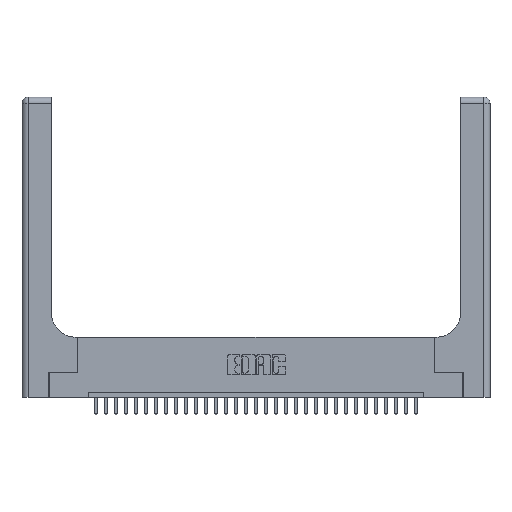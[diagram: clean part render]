
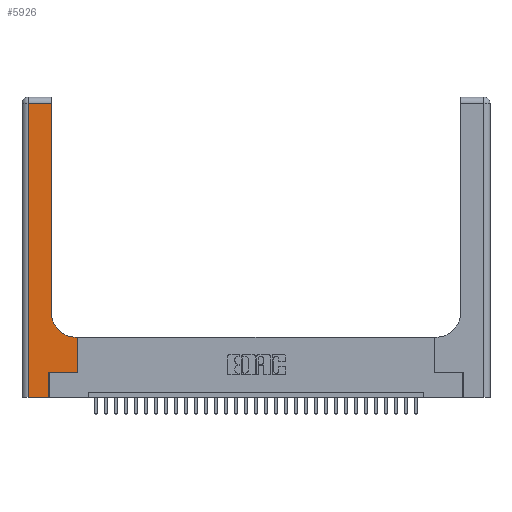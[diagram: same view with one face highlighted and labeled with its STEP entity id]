
A CAD part, top view. The second image highlights one B-rep face of the part: STEP entity #5926.
In plain terms, the highlighted planar face has unit normal (0, 0, 1).
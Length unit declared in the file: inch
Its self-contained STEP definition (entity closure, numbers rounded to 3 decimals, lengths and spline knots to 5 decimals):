
#330 = ORIENTED_EDGE ( 'NONE', *, *, #10241, .T. ) ;
#668 = VERTEX_POINT ( 'NONE', #5886 ) ;
#1071 = CARTESIAN_POINT ( 'NONE',  ( 0.5415, 0.6, 0.37 ) ) ;
#1632 = VECTOR ( 'NONE', #19368, 39.37008 ) ;
#1776 = PLANE ( 'NONE',  #18818 ) ;
#1961 = CARTESIAN_POINT ( 'NONE',  ( 0.5585, 0.25, 0.37 ) ) ;
#2188 = LINE ( 'NONE', #21771, #3355 ) ;
#2204 = CARTESIAN_POINT ( 'NONE',  ( 0.2915, 0.85, 0.37 ) ) ;
#2243 = VERTEX_POINT ( 'NONE', #3309 ) ;
#2518 = CARTESIAN_POINT ( 'NONE',  ( 0.5415, 0.85, 0.37 ) ) ;
#2748 = LINE ( 'NONE', #8628, #7316 ) ;
#3309 = CARTESIAN_POINT ( 'NONE',  ( 0.269, 0., 0.37 ) ) ;
#3355 = VECTOR ( 'NONE', #21870, 39.37008 ) ;
#4116 = CARTESIAN_POINT ( 'NONE',  ( 0.5585, 0.6, 0.37 ) ) ;
#5187 = DIRECTION ( 'NONE',  ( 1., 0., 0. ) ) ;
#5362 = VERTEX_POINT ( 'NONE', #11400 ) ;
#5517 = ORIENTED_EDGE ( 'NONE', *, *, #12157, .T. ) ;
#5886 = CARTESIAN_POINT ( 'NONE',  ( 0.06, 2.94, 0.37 ) ) ;
#5926 = ADVANCED_FACE ( 'NONE', ( #13164 ), #1776, .F. ) ;
#6835 = CARTESIAN_POINT ( 'NONE',  ( 0., 2.94, 0.37 ) ) ;
#7149 = LINE ( 'NONE', #23645, #15135 ) ;
#7316 = VECTOR ( 'NONE', #18254, 39.37008 ) ;
#7587 = LINE ( 'NONE', #18285, #12534 ) ;
#8308 = ORIENTED_EDGE ( 'NONE', *, *, #13258, .T. ) ;
#8359 = CARTESIAN_POINT ( 'NONE',  ( 0.269, 0.25, 0.37 ) ) ;
#8446 = ORIENTED_EDGE ( 'NONE', *, *, #20229, .T. ) ;
#8628 = CARTESIAN_POINT ( 'NONE',  ( 0.5585, 0.25, 0.37 ) ) ;
#10241 = EDGE_CURVE ( 'NONE', #20597, #25470, #18327, .T. ) ;
#10326 = EDGE_CURVE ( 'NONE', #28426, #15786, #2748, .T. ) ;
#11400 = CARTESIAN_POINT ( 'NONE',  ( 0.06, 0., 0.37 ) ) ;
#12094 = EDGE_CURVE ( 'NONE', #15786, #20597, #21307, .T. ) ;
#12157 = EDGE_CURVE ( 'NONE', #5362, #2243, #7587, .T. ) ;
#12185 = DIRECTION ( 'NONE',  ( 0., 0., -1. ) ) ;
#12534 = VECTOR ( 'NONE', #16158, 39.37008 ) ;
#12686 = VERTEX_POINT ( 'NONE', #8359 ) ;
#13111 = LINE ( 'NONE', #24309, #24102 ) ;
#13164 = FACE_OUTER_BOUND ( 'NONE', #15340, .T. ) ;
#13258 = EDGE_CURVE ( 'NONE', #25470, #17084, #7149, .T. ) ;
#13797 = LINE ( 'NONE', #14375, #1632 ) ;
#13917 = CARTESIAN_POINT ( 'NONE',  ( 0.2915, 2.94, 0.37 ) ) ;
#14096 = VECTOR ( 'NONE', #17980, 39.37008 ) ;
#14375 = CARTESIAN_POINT ( 'NONE',  ( 0.269, 0., 0.37 ) ) ;
#14663 = ORIENTED_EDGE ( 'NONE', *, *, #10326, .T. ) ;
#14857 = VECTOR ( 'NONE', #19141, 39.37008 ) ;
#15093 = ORIENTED_EDGE ( 'NONE', *, *, #24217, .T. ) ;
#15135 = VECTOR ( 'NONE', #21538, 39.37008 ) ;
#15340 = EDGE_LOOP ( 'NONE', ( #8308, #8446, #27362, #5517, #21023, #15093, #14663, #28084, #330 ) ) ;
#15786 = VERTEX_POINT ( 'NONE', #4116 ) ;
#16158 = DIRECTION ( 'NONE',  ( 1., 0., 0. ) ) ;
#16437 = DIRECTION ( 'NONE',  ( 0., 0., -1. ) ) ;
#17084 = VERTEX_POINT ( 'NONE', #13917 ) ;
#17980 = DIRECTION ( 'NONE',  ( -1., 0., 0. ) ) ;
#18254 = DIRECTION ( 'NONE',  ( 0., 1., 0. ) ) ;
#18285 = CARTESIAN_POINT ( 'NONE',  ( 0., 0., 0.37 ) ) ;
#18327 = CIRCLE ( 'NONE', #25165, 0.25 ) ;
#18818 = AXIS2_PLACEMENT_3D ( 'NONE', #21206, #16437, #18987 ) ;
#18987 = DIRECTION ( 'NONE',  ( -1., 0., 0. ) ) ;
#19141 = DIRECTION ( 'NONE',  ( -1., 0., 0. ) ) ;
#19368 = DIRECTION ( 'NONE',  ( 0., 1., 0. ) ) ;
#20229 = EDGE_CURVE ( 'NONE', #17084, #668, #23571, .T. ) ;
#20509 = CARTESIAN_POINT ( 'NONE',  ( 0.2915, 0.6, 0.37 ) ) ;
#20597 = VERTEX_POINT ( 'NONE', #1071 ) ;
#21023 = ORIENTED_EDGE ( 'NONE', *, *, #30161, .T. ) ;
#21206 = CARTESIAN_POINT ( 'NONE',  ( 0., 3., 0.37 ) ) ;
#21307 = LINE ( 'NONE', #20509, #14096 ) ;
#21538 = DIRECTION ( 'NONE',  ( 0., 1., 0. ) ) ;
#21771 = CARTESIAN_POINT ( 'NONE',  ( 0.06, 3., 0.37 ) ) ;
#21870 = DIRECTION ( 'NONE',  ( 0., -1., 0. ) ) ;
#22581 = EDGE_CURVE ( 'NONE', #668, #5362, #2188, .T. ) ;
#23571 = LINE ( 'NONE', #6835, #14857 ) ;
#23645 = CARTESIAN_POINT ( 'NONE',  ( 0.2915, 3., 0.37 ) ) ;
#24102 = VECTOR ( 'NONE', #24212, 39.37008 ) ;
#24212 = DIRECTION ( 'NONE',  ( 1., 0., 0. ) ) ;
#24217 = EDGE_CURVE ( 'NONE', #12686, #28426, #13111, .T. ) ;
#24309 = CARTESIAN_POINT ( 'NONE',  ( 0.269, 0.25, 0.37 ) ) ;
#25165 = AXIS2_PLACEMENT_3D ( 'NONE', #2518, #12185, #5187 ) ;
#25470 = VERTEX_POINT ( 'NONE', #2204 ) ;
#27362 = ORIENTED_EDGE ( 'NONE', *, *, #22581, .T. ) ;
#28084 = ORIENTED_EDGE ( 'NONE', *, *, #12094, .T. ) ;
#28426 = VERTEX_POINT ( 'NONE', #1961 ) ;
#30161 = EDGE_CURVE ( 'NONE', #2243, #12686, #13797, .T. ) ;
